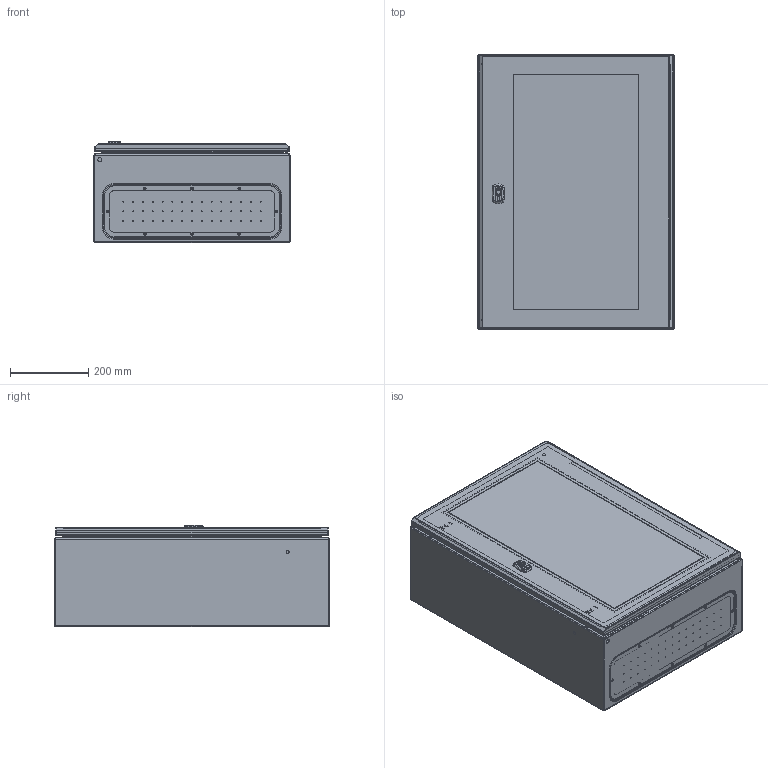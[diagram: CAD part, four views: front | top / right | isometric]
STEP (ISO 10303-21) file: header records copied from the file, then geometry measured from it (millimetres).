
FILE_DESCRIPTION(('STEP AP242'),'1');
FILE_NAME('nsys3d7525t.stp','2019-10-21T09:58:52',('TraceParts'),('TraceParts S.A.'),'Spatial InterOp 3D',' ',' ');
FILE_SCHEMA(('AP242_MANAGED_MODEL_BASED_3D_ENGINEERING_MIM_LF {1 0 10303 442 1 1 4}'));
Length unit declared in the file: millimetre
Products named in the file (1): NSYS3D7525T_EDMS_ASM|BODY_7X5X25#BODY_7X5X25;BODY_7X5X25
Bounding box: 500 x 700 x 259.2 mm (x, y, z)
Volume: 2630326.9 mm3; surface area: 2931603.7 mm2
Topology: 6 solids, 10 shells, 2695 faces, 7002 edges, 4294 vertices
Faces by surface type: plane 1077, cylinder 623, bspline 388, cone 365, torus 172, sphere 60, extrusion 8, revolution 2
Entity records: 96572 total; most frequent: CARTESIAN_POINT 34911, ORIENTED_EDGE 13586, DIRECTION 11365, EDGE_CURVE 6793, VERTEX_POINT 4294, AXIS2_PLACEMENT_3D 3822, VECTOR 3719, LINE 3711
